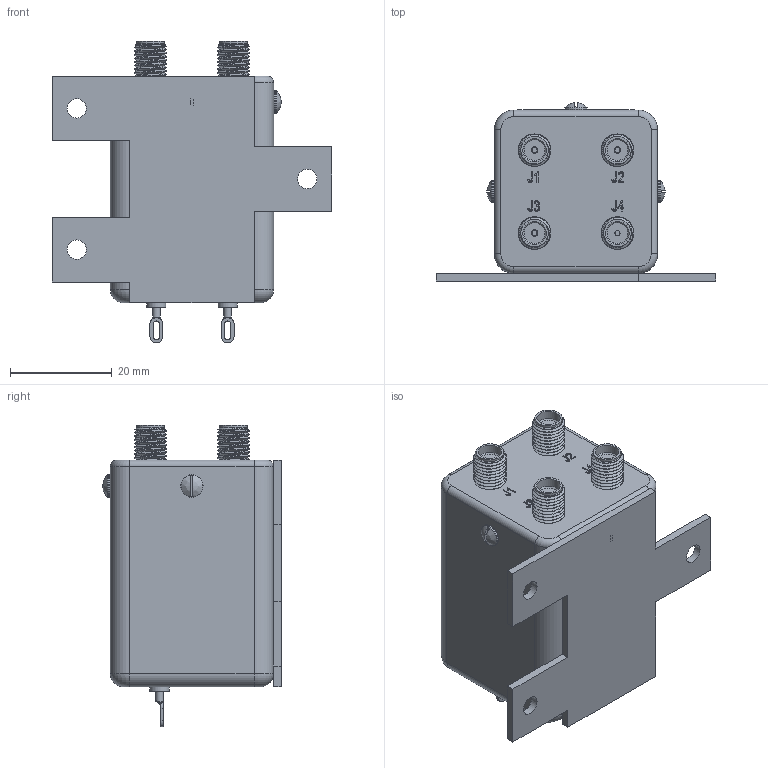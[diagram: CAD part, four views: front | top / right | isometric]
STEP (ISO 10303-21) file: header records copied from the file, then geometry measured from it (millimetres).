
FILE_DESCRIPTION (( 'STEP AP203' ), '1' );
FILE_NAME ('FMSW6400_3D.step', '2022-10-11T21:56:20', ( '' ), ( '' ), 'SwSTEP 2.0', 'SolidWorks 2021', '' );
FILE_SCHEMA (( 'CONFIG_CONTROL_DESIGN' ));
Length unit declared in the file: inch
Products named in the file (1): FMSW6400_3D
Bounding box: 54.86 x 35.01 x 59.18 mm (x, y, z)
Volume: 48002.4 mm3; surface area: 13422.4 mm2
Topology: 3 solids, 3 shells, 1027 faces, 2691 edges, 1782 vertices
Faces by surface type: plane 590, bspline 358, cylinder 63, torus 8, cone 8
Full cylindrical faces by diameter (mm): 0.762 x2, 1.016 x4, 1.27 x3, 1.524 x2, 3.759 x2, 3.785 x3, 4.42 x4, 4.572 x4, 5.385 x4
Entity records: 54664 total; most frequent: CARTESIAN_POINT 31963, ORIENTED_EDGE 5262, DIRECTION 3369, EDGE_CURVE 2631, VERTEX_POINT 1770, LINE 1741, VECTOR 1741, EDGE_LOOP 1197
